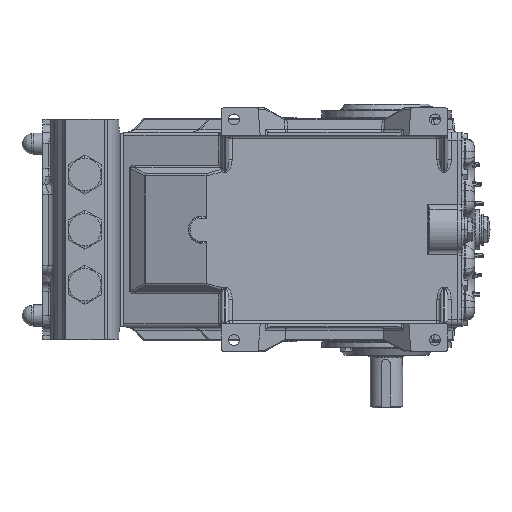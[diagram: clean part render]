
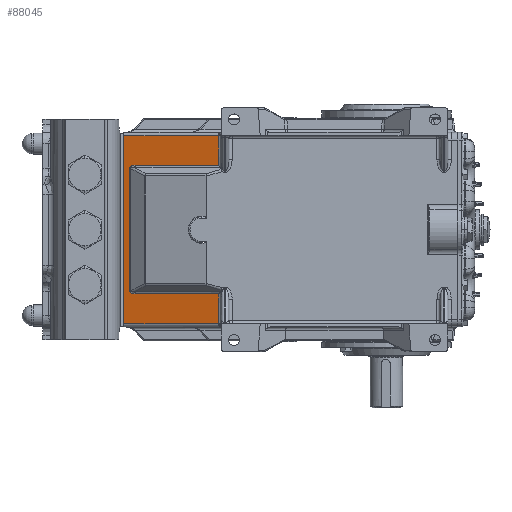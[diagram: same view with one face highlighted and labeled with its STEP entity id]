
A CAD part, front view. The second image highlights one B-rep face of the part: STEP entity #88045.
In plain terms, the highlighted planar face has unit normal (-0.282, -0.959, 0).
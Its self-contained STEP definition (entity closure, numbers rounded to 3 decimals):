
#2234 = CARTESIAN_POINT ( 'NONE',  ( 2.716, -2.466, 3.704 ) ) ;
#3720 = CARTESIAN_POINT ( 'NONE',  ( 1.969, -2.246, 5.709 ) ) ;
#4408 = VERTEX_POINT ( 'NONE', #35187 ) ;
#4453 = EDGE_CURVE ( 'NONE', #24384, #86610, #76118, .T. ) ;
#4465 = EDGE_CURVE ( 'NONE', #92327, #4408, #47801, .T. ) ;
#5280 = CARTESIAN_POINT ( 'NONE',  ( 8.126, -4.058, 5.709 ) ) ;
#5554 = VECTOR ( 'NONE', #10026, 39.37 ) ;
#7966 = LINE ( 'NONE', #48744, #5554 ) ;
#9035 = PLANE ( 'NONE',  #58950 ) ;
#9096 = ORIENTED_EDGE ( 'NONE', *, *, #4465, .T. ) ;
#9483 = VECTOR ( 'NONE', #69665, 39.37 ) ;
#9778 = CARTESIAN_POINT ( 'NONE',  ( 8.268, -4.099, 3.9 ) ) ;
#10026 = DIRECTION ( 'NONE',  ( -0.959, 0.282, 0. ) ) ;
#12610 =( BOUNDED_CURVE ( )  B_SPLINE_CURVE ( 3, ( #23247, #54523, #78057, #31411 ),
 .UNSPECIFIED., .F., .F. ) 
 B_SPLINE_CURVE_WITH_KNOTS ( ( 4, 4 ),
 ( 6.122, 6.988 ),
 .UNSPECIFIED. ) 
 CURVE ( )  GEOMETRIC_REPRESENTATION_ITEM ( )  RATIONAL_B_SPLINE_CURVE ( ( 1., 0.938, 0.938, 1. ) ) 
 REPRESENTATION_ITEM ( '' )  );
#13976 = VECTOR ( 'NONE', #97147, 39.37 ) ;
#14991 = ORIENTED_EDGE ( 'NONE', *, *, #62167, .T. ) ;
#16872 = EDGE_CURVE ( 'NONE', #41568, #43055, #55096, .T. ) ;
#16973 = ORIENTED_EDGE ( 'NONE', *, *, #66812, .T. ) ;
#17723 = FACE_OUTER_BOUND ( 'NONE', #90302, .T. ) ;
#20758 = ORIENTED_EDGE ( 'NONE', *, *, #24539, .T. ) ;
#23186 = VERTEX_POINT ( 'NONE', #2234 ) ;
#23247 = CARTESIAN_POINT ( 'NONE',  ( 2.716, -2.466, 3.704 ) ) ;
#24194 = VECTOR ( 'NONE', #35160, 39.37 ) ;
#24384 = VERTEX_POINT ( 'NONE', #81058 ) ;
#24539 = EDGE_CURVE ( 'NONE', #34787, #46895, #90061, .T. ) ;
#27351 = CARTESIAN_POINT ( 'NONE',  ( 9.055, -4.331, -5.709 ) ) ;
#30817 = CARTESIAN_POINT ( 'NONE',  ( 2.716, -2.466, 3.819 ) ) ;
#31411 = CARTESIAN_POINT ( 'NONE',  ( 3.048, -2.564, 3.9 ) ) ;
#32250 = ORIENTED_EDGE ( 'NONE', *, *, #41715, .T. ) ;
#32279 = CARTESIAN_POINT ( 'NONE',  ( 8.126, -4.058, 5.709 ) ) ;
#32483 = DIRECTION ( 'NONE',  ( -0.959, 0.282, 0. ) ) ;
#32594 = LINE ( 'NONE', #30817, #9483 ) ;
#32899 = LINE ( 'NONE', #32279, #92526 ) ;
#34421 = VECTOR ( 'NONE', #72417, 39.37 ) ;
#34787 = VERTEX_POINT ( 'NONE', #37962 ) ;
#35160 = DIRECTION ( 'NONE',  ( 0.959, -0.282, 0. ) ) ;
#35187 = CARTESIAN_POINT ( 'NONE',  ( 2.716, -2.466, -3.704 ) ) ;
#36065 = CARTESIAN_POINT ( 'NONE',  ( 8.126, -4.058, 5.906 ) ) ;
#37962 = CARTESIAN_POINT ( 'NONE',  ( 8.126, -4.058, -5.709 ) ) ;
#41568 = VERTEX_POINT ( 'NONE', #48189 ) ;
#41715 = EDGE_CURVE ( 'NONE', #78083, #43055, #51179, .T. ) ;
#42457 = ORIENTED_EDGE ( 'NONE', *, *, #4453, .T. ) ;
#43055 = VERTEX_POINT ( 'NONE', #47939 ) ;
#45524 = EDGE_CURVE ( 'NONE', #4408, #23186, #32594, .T. ) ;
#46895 = VERTEX_POINT ( 'NONE', #78981 ) ;
#47088 = ORIENTED_EDGE ( 'NONE', *, *, #95608, .T. ) ;
#47801 =( BOUNDED_CURVE ( )  B_SPLINE_CURVE ( 3, ( #51099, #53567, #57353, #68634 ),
 .UNSPECIFIED., .F., .F. ) 
 B_SPLINE_CURVE_WITH_KNOTS ( ( 4, 4 ),
 ( 5.578, 6.444 ),
 .UNSPECIFIED. ) 
 CURVE ( )  GEOMETRIC_REPRESENTATION_ITEM ( )  RATIONAL_B_SPLINE_CURVE ( ( 1., 0.938, 0.938, 1. ) ) 
 REPRESENTATION_ITEM ( '' )  );
#47939 = CARTESIAN_POINT ( 'NONE',  ( 2.362, -2.362, 5.709 ) ) ;
#48189 = CARTESIAN_POINT ( 'NONE',  ( 2.362, -2.362, -5.709 ) ) ;
#48744 = CARTESIAN_POINT ( 'NONE',  ( 9.055, -4.331, -3.9 ) ) ;
#49727 = LINE ( 'NONE', #27351, #24194 ) ;
#51099 = CARTESIAN_POINT ( 'NONE',  ( 3.048, -2.564, -3.9 ) ) ;
#51179 = LINE ( 'NONE', #3720, #71934 ) ;
#53567 = CARTESIAN_POINT ( 'NONE',  ( 2.834, -2.501, -3.9 ) ) ;
#54523 = CARTESIAN_POINT ( 'NONE',  ( 2.716, -2.466, 3.831 ) ) ;
#55096 = LINE ( 'NONE', #64346, #34421 ) ;
#55537 = EDGE_CURVE ( 'NONE', #23186, #24384, #12610, .T. ) ;
#57353 = CARTESIAN_POINT ( 'NONE',  ( 2.716, -2.466, -3.831 ) ) ;
#58074 = DIRECTION ( 'NONE',  ( -0.959, 0.282, 0. ) ) ;
#58950 = AXIS2_PLACEMENT_3D ( 'NONE', #70996, #79122, #32483 ) ;
#60468 = CARTESIAN_POINT ( 'NONE',  ( 3.048, -2.564, -3.9 ) ) ;
#62167 = EDGE_CURVE ( 'NONE', #86610, #78083, #32899, .T. ) ;
#64346 = CARTESIAN_POINT ( 'NONE',  ( 2.362, -2.362, 5.906 ) ) ;
#66812 = EDGE_CURVE ( 'NONE', #46895, #92327, #7966, .T. ) ;
#67443 = DIRECTION ( 'NONE',  ( 0., 0., 1. ) ) ;
#68634 = CARTESIAN_POINT ( 'NONE',  ( 2.716, -2.466, -3.704 ) ) ;
#69483 = VECTOR ( 'NONE', #67443, 39.37 ) ;
#69665 = DIRECTION ( 'NONE',  ( 0., 0., 1. ) ) ;
#70996 = CARTESIAN_POINT ( 'NONE',  ( 9.055, -4.331, 5.906 ) ) ;
#71934 = VECTOR ( 'NONE', #58074, 39.37 ) ;
#72417 = DIRECTION ( 'NONE',  ( 0., 0., 1. ) ) ;
#76118 = LINE ( 'NONE', #9778, #13976 ) ;
#77300 = CARTESIAN_POINT ( 'NONE',  ( 8.126, -4.058, 3.9 ) ) ;
#78057 = CARTESIAN_POINT ( 'NONE',  ( 2.834, -2.501, 3.9 ) ) ;
#78083 = VERTEX_POINT ( 'NONE', #5280 ) ;
#78981 = CARTESIAN_POINT ( 'NONE',  ( 8.126, -4.058, -3.9 ) ) ;
#79122 = DIRECTION ( 'NONE',  ( 0.282, 0.959, 0. ) ) ;
#80863 = ORIENTED_EDGE ( 'NONE', *, *, #16872, .F. ) ;
#81058 = CARTESIAN_POINT ( 'NONE',  ( 3.048, -2.564, 3.9 ) ) ;
#86610 = VERTEX_POINT ( 'NONE', #77300 ) ;
#88045 = ADVANCED_FACE ( 'NONE', ( #17723 ), #9035, .F. ) ;
#90061 = LINE ( 'NONE', #36065, #69483 ) ;
#90302 = EDGE_LOOP ( 'NONE', ( #80863, #47088, #20758, #16973, #9096, #94918, #96027, #42457, #14991, #32250 ) ) ;
#92327 = VERTEX_POINT ( 'NONE', #60468 ) ;
#92526 = VECTOR ( 'NONE', #94489, 39.37 ) ;
#94489 = DIRECTION ( 'NONE',  ( 0., 0., 1. ) ) ;
#94918 = ORIENTED_EDGE ( 'NONE', *, *, #45524, .T. ) ;
#95608 = EDGE_CURVE ( 'NONE', #41568, #34787, #49727, .T. ) ;
#96027 = ORIENTED_EDGE ( 'NONE', *, *, #55537, .T. ) ;
#97147 = DIRECTION ( 'NONE',  ( 0.959, -0.282, 0. ) ) ;
